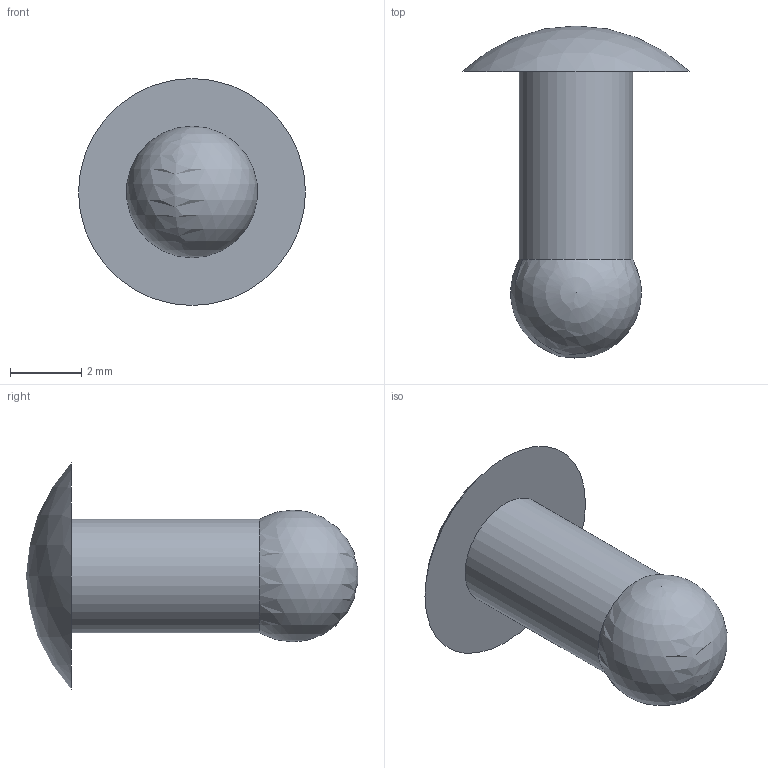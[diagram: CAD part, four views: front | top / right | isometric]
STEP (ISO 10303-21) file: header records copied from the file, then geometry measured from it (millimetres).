
FILE_DESCRIPTION(/* description */ (''),/* implementation_level */ '2;1');
FILE_NAME(/* name */ '0_125 rivet.ipt.stp',/* time_stamp */ '2014-12-18T16:47:06-08:00',/* author */ ('Autodesk Inc.'),/* organization */ ('Autodesk Inc.'),/* preprocessor_version */ 'ST-DEVELOPER v15.6',/* originating_system */ 'Autodesk Inventor 2015',/* authorisation */ '');
FILE_SCHEMA (('AUTOMOTIVE_DESIGN { 1 0 10303 214 3 1 1 }'));
Length unit declared in the file: inch
Products named in the file (1): 0_125 rivet
Bounding box: 6.35 x 9.29 x 6.35 mm (x, y, z)
Volume: 85 mm3; surface area: 145 mm2
Topology: 1 solids, 1 shells, 4 faces, 8 edges, 6 vertices
Faces by surface type: sphere 2, cylinder 1, plane 1
Full cylindrical faces by diameter (mm): 3.175 x1
Entity records: 107 total; most frequent: DIRECTION 16, CARTESIAN_POINT 11, AXIS2_PLACEMENT_3D 8, EDGE_LOOP 6, ORIENTED_EDGE 6, ADVANCED_FACE 4, FACE_BOUND 3, FACE_OUTER_BOUND 3
